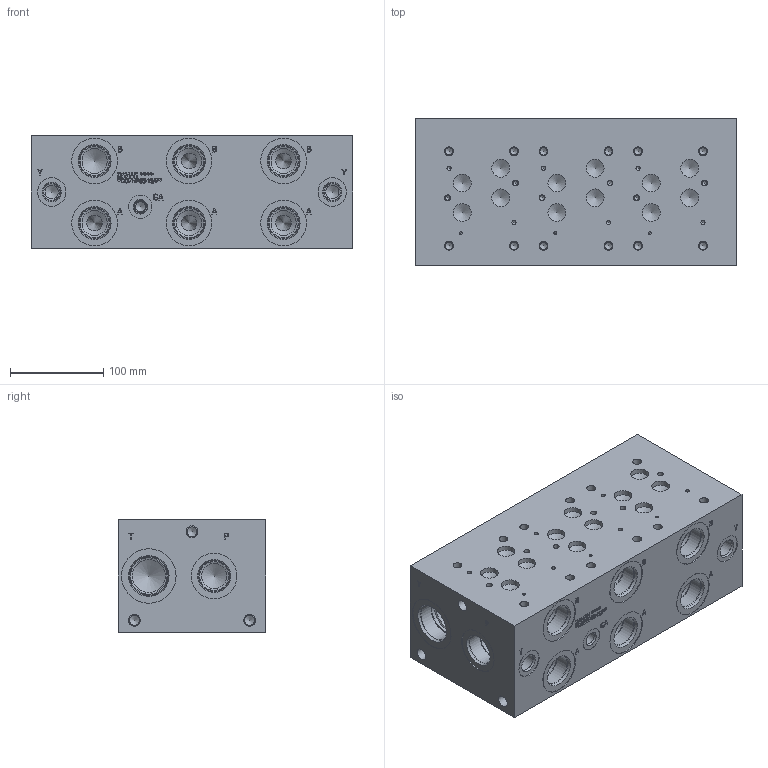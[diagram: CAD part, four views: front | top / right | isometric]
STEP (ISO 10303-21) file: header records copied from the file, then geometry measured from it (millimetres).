
FILE_DESCRIPTION(/* description */ (''),/* implementation_level */ '2;1');
FILE_NAME(/* name */ '_D07HP034S_P_.stp',/* time_stamp */ '2021-06-25T14:14:06-04:00',/* author */ ('anthonyv'),/* organization */ (''),/* preprocessor_version */ 'ST-DEVELOPER v18.1',/* originating_system */ 'Autodesk Inventor 2021',/* authorisation */ '');
FILE_SCHEMA (('AUTOMOTIVE_DESIGN { 1 0 10303 214 3 1 1 }'));
Length unit declared in the file: millimetre
Products named in the file (1): Part_AD07HP034S_3D
Bounding box: 346.05 x 158.75 x 120.65 mm (x, y, z)
Volume: 6201949.3 mm3; surface area: 298329.5 mm2
Topology: 1 solids, 1 shells, 886 faces, 2402 edges, 1625 vertices
Faces by surface type: plane 474, bspline 163, cylinder 140, cone 109
Full cylindrical faces by diameter (mm): 3.175 x3, 4.343 x6, 5.105 x6, 6.35 x6, 7.925 x12, 9.525 x12, 10.719 x7, 12.7 x6, 12.9 x1, 14.275 x3, 14.529 x1, 17.501 x2, 19.05 x14, 19.253 x2, 25.019 x1, 27 x8, 30.632 x2, 31.267 x8, 33.34 x2, 33.35 x6, 33.757 x8, 35.509 x6, 35.712 x2, 39.218 x2, 41.275 x1, 41.28 x1, 41.758 x1, 43.51 x1, 49.124 x8, 58.572 x2
Entity records: 29177 total; most frequent: CARTESIAN_POINT 6975, ORIENTED_EDGE 4688, DIRECTION 3977, EDGE_CURVE 2344, VERTEX_POINT 1625, LINE 1507, VECTOR 1507, AXIS2_PLACEMENT_3D 1235
